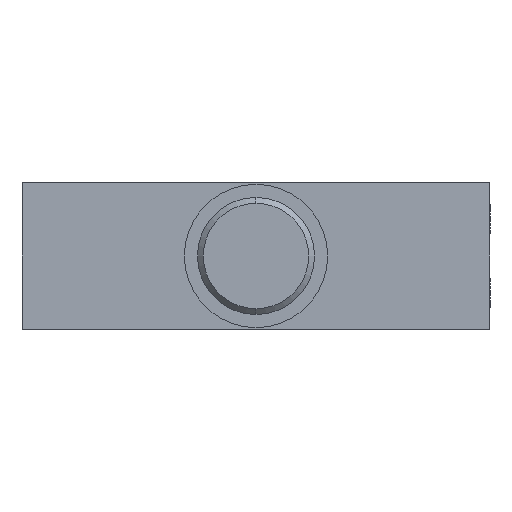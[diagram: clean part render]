
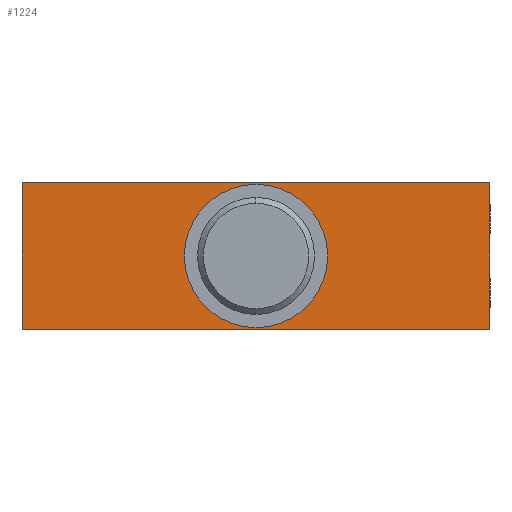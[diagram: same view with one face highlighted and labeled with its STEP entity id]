
A CAD part, left-side view. The second image highlights one B-rep face of the part: STEP entity #1224.
In plain terms, the highlighted planar face has unit normal (-1, 0, 0).
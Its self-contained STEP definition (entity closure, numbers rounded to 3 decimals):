
#18 = AXIS2_PLACEMENT_3D ( 'NONE', #310, #313, #318 ) ;
#28 = EDGE_CURVE ( 'NONE', #1453, #1454, #1850, .T. ) ;
#30 = EDGE_CURVE ( 'NONE', #1394, #1455, #1851, .T. ) ;
#53 = EDGE_CURVE ( 'NONE', #1446, #1548, #1871, .T. ) ;
#61 = EDGE_CURVE ( 'NONE', #1454, #1453, #1889, .T. ) ;
#64 = EDGE_CURVE ( 'NONE', #1455, #1548, #1892, .T. ) ;
#66 = EDGE_CURVE ( 'NONE', #1394, #1446, #1895, .T. ) ;
#120 = AXIS2_PLACEMENT_3D ( 'NONE', #1440, #1604, #1605 ) ;
#159 = AXIS2_PLACEMENT_3D ( 'NONE', #1006, #1015, #1014 ) ;
#310 = CARTESIAN_POINT ( 'NONE',  ( -42., 0., 0. ) ) ;
#313 = DIRECTION ( 'NONE',  ( -1., 0., 0. ) ) ;
#318 = DIRECTION ( 'NONE',  ( 0., 1., 0. ) ) ;
#319 = CARTESIAN_POINT ( 'NONE',  ( -42., -40., 12.5 ) ) ;
#326 = DIRECTION ( 'NONE',  ( 0., 0., -1. ) ) ;
#329 = CARTESIAN_POINT ( 'NONE',  ( -42., 40., 12.5 ) ) ;
#330 = DIRECTION ( 'NONE',  ( 0., 0., -1. ) ) ;
#896 = CARTESIAN_POINT ( 'NONE',  ( -42., 40., 12.5 ) ) ;
#922 = CARTESIAN_POINT ( 'NONE',  ( -42., 40., -12.5 ) ) ;
#928 = CARTESIAN_POINT ( 'NONE',  ( -42., 0., -12.25 ) ) ;
#929 = CARTESIAN_POINT ( 'NONE',  ( -42., 0., 12.25 ) ) ;
#930 = CARTESIAN_POINT ( 'NONE',  ( -42., -40., 12.5 ) ) ;
#1006 = CARTESIAN_POINT ( 'NONE',  ( -42., 40., 12.5 ) ) ;
#1012 = PLANE ( 'NONE',  #159 ) ;
#1014 = DIRECTION ( 'NONE',  ( 0., 1., 0. ) ) ;
#1015 = DIRECTION ( 'NONE',  ( 1., 0., 0. ) ) ;
#1090 = CARTESIAN_POINT ( 'NONE',  ( -42., -40., -12.5 ) ) ;
#1224 = ADVANCED_FACE ( 'NONE', ( #2133, #2129 ), #1012, .F. ) ;
#1243 = ORIENTED_EDGE ( 'NONE', *, *, #64, .F. ) ;
#1253 = ORIENTED_EDGE ( 'NONE', *, *, #28, .F. ) ;
#1269 = ORIENTED_EDGE ( 'NONE', *, *, #53, .T. ) ;
#1294 = ORIENTED_EDGE ( 'NONE', *, *, #61, .F. ) ;
#1332 = ORIENTED_EDGE ( 'NONE', *, *, #66, .T. ) ;
#1334 = ORIENTED_EDGE ( 'NONE', *, *, #30, .F. ) ;
#1394 = VERTEX_POINT ( 'NONE', #896 ) ;
#1417 = DIRECTION ( 'NONE',  ( 0., -1., 0. ) ) ;
#1440 = CARTESIAN_POINT ( 'NONE',  ( -42., 0., 0. ) ) ;
#1446 = VERTEX_POINT ( 'NONE', #922 ) ;
#1453 = VERTEX_POINT ( 'NONE', #928 ) ;
#1454 = VERTEX_POINT ( 'NONE', #929 ) ;
#1455 = VERTEX_POINT ( 'NONE', #930 ) ;
#1548 = VERTEX_POINT ( 'NONE', #1090 ) ;
#1571 = CARTESIAN_POINT ( 'NONE',  ( -42., 40., -12.5 ) ) ;
#1604 = DIRECTION ( 'NONE',  ( -1., 0., 0. ) ) ;
#1605 = DIRECTION ( 'NONE',  ( 0., 1., 0. ) ) ;
#1610 = CARTESIAN_POINT ( 'NONE',  ( -42., 40., 12.5 ) ) ;
#1611 = DIRECTION ( 'NONE',  ( 0., -1., 0. ) ) ;
#1810 = EDGE_LOOP ( 'NONE', ( #1253, #1294 ) ) ;
#1825 = EDGE_LOOP ( 'NONE', ( #1269, #1243, #1334, #1332 ) ) ;
#1850 = CIRCLE ( 'NONE', #120, 12.25 ) ;
#1851 = LINE ( 'NONE', #1610, #1852 ) ;
#1852 = VECTOR ( 'NONE', #1611, 1000. ) ;
#1871 = LINE ( 'NONE', #1571, #1875 ) ;
#1875 = VECTOR ( 'NONE', #1417, 1000. ) ;
#1881 = VECTOR ( 'NONE', #326, 1000. ) ;
#1889 = CIRCLE ( 'NONE', #18, 12.25 ) ;
#1892 = LINE ( 'NONE', #319, #1881 ) ;
#1895 = LINE ( 'NONE', #329, #1896 ) ;
#1896 = VECTOR ( 'NONE', #330, 1000. ) ;
#2129 = FACE_BOUND ( 'NONE', #1810, .T. ) ;
#2133 = FACE_OUTER_BOUND ( 'NONE', #1825, .T. ) ;
